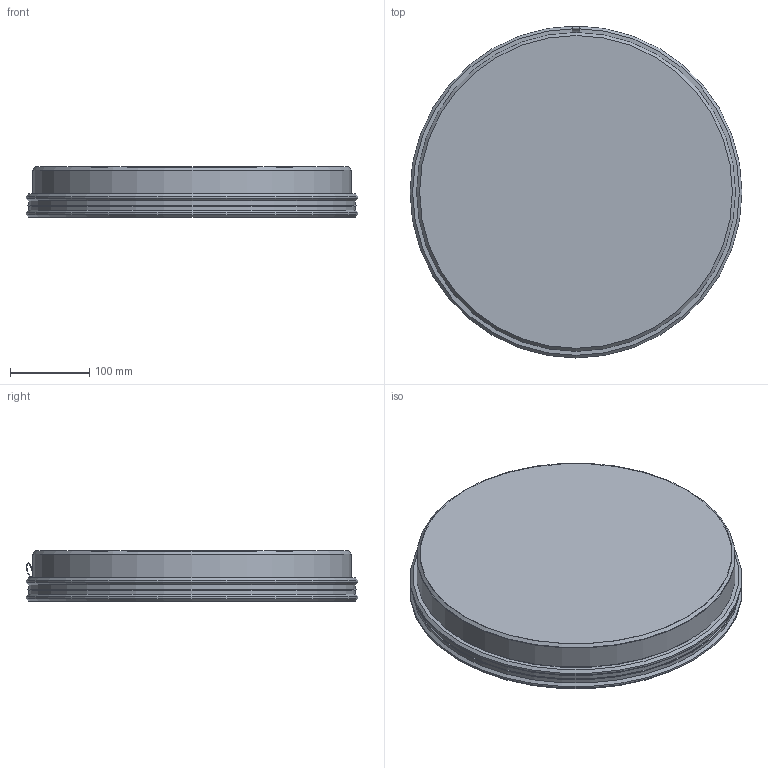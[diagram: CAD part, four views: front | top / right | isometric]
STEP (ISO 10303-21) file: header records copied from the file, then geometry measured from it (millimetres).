
FILE_DESCRIPTION(/* description */ (''),/* implementation_level */ '2;1');
FILE_NAME(/* name */ '20755 BFM Blanking Cap Seeflex 040E 400mm Dia v1.step',/* time_stamp */ '2024-05-15T10:02:59+12:00',/* author */ (''),/* organization */ (''),/* preprocessor_version */ 'ST-DEVELOPER v20',/* originating_system */ 'Autodesk Translation Framework v12.20.1.177',/* authorisation */ '');
FILE_SCHEMA (('AUTOMOTIVE_DESIGN { 1 0 10303 214 3 1 1 }'));
Length unit declared in the file: millimetre
Products named in the file (1): 20755 BFM Blanking Cap Seeflex 040E 400mm Dia
Bounding box: 418.4 x 418.4 x 63.57 mm (x, y, z)
Volume: 730998.2 mm3; surface area: 696372.2 mm2
Topology: 4 solids, 4 shells, 45 faces, 81 edges, 46 vertices
Faces by surface type: cone 17, cylinder 14, plane 12, bspline 2
Full cylindrical faces by diameter (mm): 400 x3, 401.8 x3, 411.8 x4, 418.4 x4
Entity records: 1293 total; most frequent: CARTESIAN_POINT 367, DIRECTION 203, ORIENTED_EDGE 162, AXIS2_PLACEMENT_3D 82, EDGE_CURVE 81, EDGE_LOOP 51, VERTEX_POINT 46, FACE_OUTER_BOUND 45
